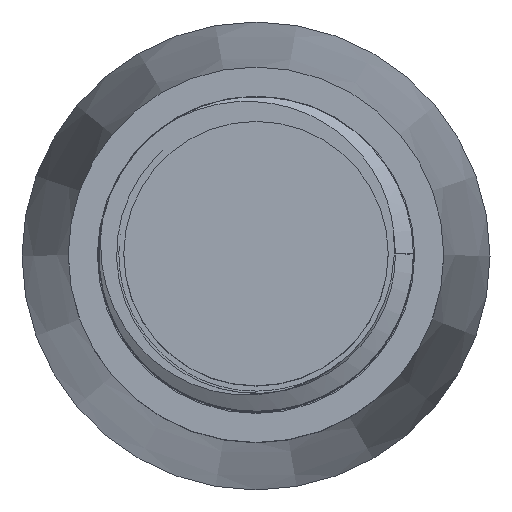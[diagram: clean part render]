
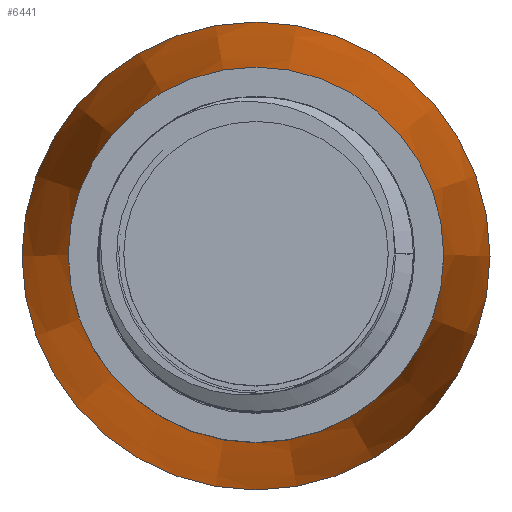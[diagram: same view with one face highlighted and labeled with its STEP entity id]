
A CAD part, top view. The second image highlights one B-rep face of the part: STEP entity #6441.
In plain terms, the highlighted conical face has half-angle 5 degrees and reference radius 8.85 mm.
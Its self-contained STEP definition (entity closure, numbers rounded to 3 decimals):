
#6421 = VERTEX_POINT('',#6422);
#6422 = CARTESIAN_POINT('',(7.1,0.,96.853));
#6428 = EDGE_CURVE('',#6421,#6421,#6429,.T.);
#6429 = CIRCLE('',#6430,7.1);
#6430 = AXIS2_PLACEMENT_3D('',#6431,#6432,#6433);
#6431 = CARTESIAN_POINT('',(0.,0.,96.853));
#6432 = DIRECTION('',(0.,0.,-1.));
#6433 = DIRECTION('',(1.,0.,0.));
#6441 = ADVANCED_FACE('',(#6442),#6461,.T.);
#6442 = FACE_BOUND('',#6443,.F.);
#6443 = EDGE_LOOP('',(#6444,#6453,#6459,#6460));
#6444 = ORIENTED_EDGE('',*,*,#6445,.T.);
#6445 = EDGE_CURVE('',#6446,#6446,#6448,.T.);
#6446 = VERTEX_POINT('',#6447);
#6447 = CARTESIAN_POINT('',(8.85,0.,76.85));
#6448 = CIRCLE('',#6449,8.85);
#6449 = AXIS2_PLACEMENT_3D('',#6450,#6451,#6452);
#6450 = CARTESIAN_POINT('',(0.,0.,76.85));
#6451 = DIRECTION('',(0.,0.,-1.));
#6452 = DIRECTION('',(1.,0.,0.));
#6453 = ORIENTED_EDGE('',*,*,#6454,.T.);
#6454 = EDGE_CURVE('',#6446,#6421,#6455,.T.);
#6455 = LINE('',#6456,#6457);
#6456 = CARTESIAN_POINT('',(8.85,0.,76.85));
#6457 = VECTOR('',#6458,1.);
#6458 = DIRECTION('',(-0.087,0.,
    0.996));
#6459 = ORIENTED_EDGE('',*,*,#6428,.F.);
#6460 = ORIENTED_EDGE('',*,*,#6454,.F.);
#6461 = CONICAL_SURFACE('',#6462,8.85,0.087);
#6462 = AXIS2_PLACEMENT_3D('',#6463,#6464,#6465);
#6463 = CARTESIAN_POINT('',(0.,0.,76.85));
#6464 = DIRECTION('',(0.,0.,-1.));
#6465 = DIRECTION('',(1.,0.,0.));
